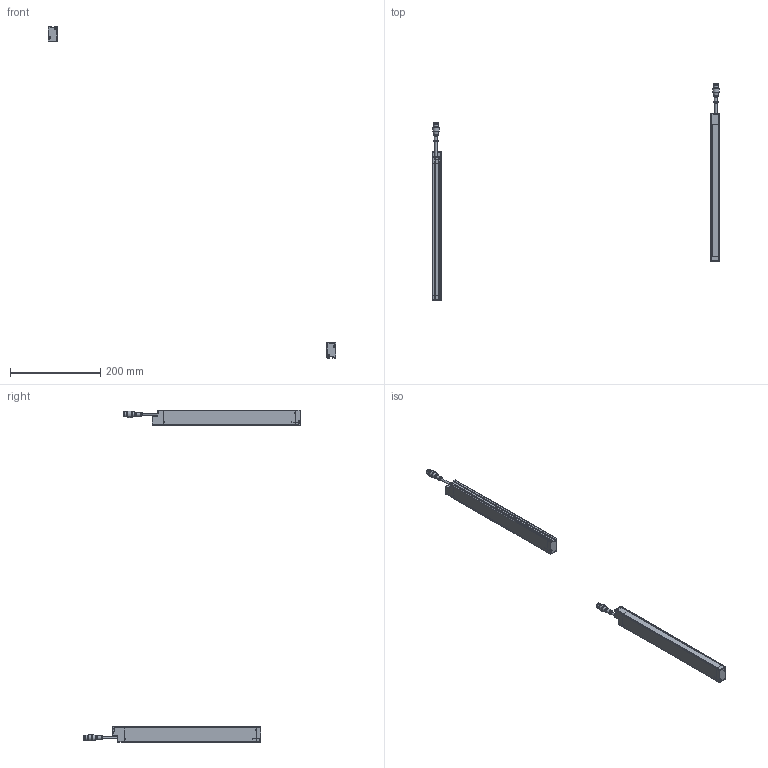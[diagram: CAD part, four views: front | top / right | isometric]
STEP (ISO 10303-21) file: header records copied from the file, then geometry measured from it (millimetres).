
FILE_DESCRIPTION( ( 'Unknown' ), '1' );
FILE_NAME( 'CX_032_fig.stp', 'Unknown', ( 'Unknown' ), ( 'Unknown' ), 'PSStep 16.0.42', 'Unknown', ' ' );
FILE_SCHEMA( ( 'AUTOMOTIVE_DESIGN { 1 0 10303 214 1 1 1 1 }' ) );
Length unit declared in the file: millimetre
Products named in the file (17): Assem1
Assembly tree (16 placements, depth 2):
  Assem1
    (unnamed)
    (unnamed)
    (unnamed)
    (unnamed)
    (unnamed)
    (unnamed)
    (unnamed)
    (unnamed)
    (unnamed)
    (unnamed)
    (unnamed)
    (unnamed)
    (unnamed)
    (unnamed)
    (unnamed)
    (unnamed)
Bounding box: 638.71 x 481 x 737.18 mm (x, y, z)
Volume: 457504.5 mm3; surface area: 116308.4 mm2
Topology: 16 solids, 16 shells, 688 faces, 1604 edges, 972 vertices
Faces by surface type: cylinder 266, plane 226, torus 120, cone 62, sphere 8, bspline 6
Full cylindrical faces by diameter (mm): 2.013 x8, 2.5 x4, 2.8 x8, 4.5 x4, 4.7 x2, 6.5 x2, 8 x2, 8.736 x2, 9.534 x2, 10.132 x4, 10.332 x2, 10.531 x4, 11.928 x2, 13.424 x2, 14.422 x2
Entity records: 19705 total; most frequent: CARTESIAN_POINT 4037, DIRECTION 3504, ORIENTED_EDGE 2896, EDGE_CURVE 1448, AXIS2_PLACEMENT_3D 1409, VERTEX_POINT 946, EDGE_LOOP 838, FACE_OUTER_BOUND 764
